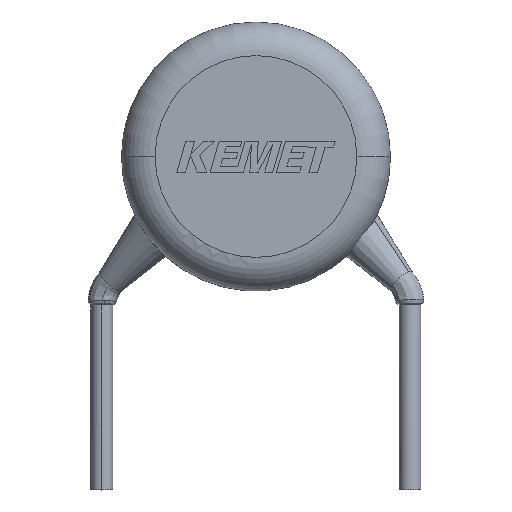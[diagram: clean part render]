
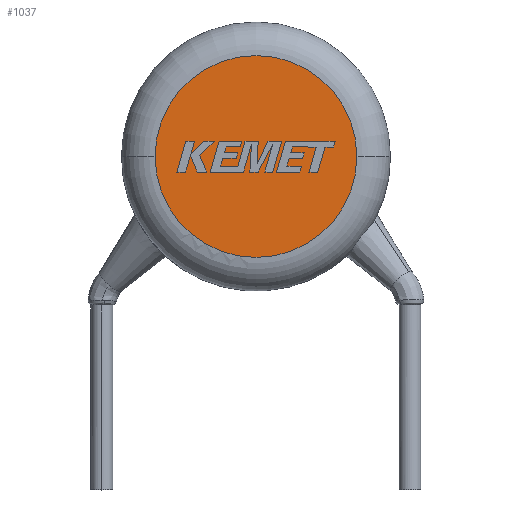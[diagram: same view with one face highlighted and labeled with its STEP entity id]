
A CAD part, top view. The second image highlights one B-rep face of the part: STEP entity #1037.
In plain terms, the highlighted planar face has unit normal (0, 0, 1).
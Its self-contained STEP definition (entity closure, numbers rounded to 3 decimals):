
#561 = EDGE_CURVE ( 'NONE', #2041, #2214, #1958, .T. ) ;
#639 = EDGE_LOOP ( 'NONE', ( #2246, #2617 ) ) ;
#701 = CARTESIAN_POINT ( 'NONE',  ( 0., 0., 5.5 ) ) ;
#786 = CIRCLE ( 'NONE', #2289, 3. ) ;
#881 = DIRECTION ( 'NONE',  ( 0., 0., 1. ) ) ;
#977 = CARTESIAN_POINT ( 'NONE',  ( 0., 0., 5.5 ) ) ;
#990 = DIRECTION ( 'NONE',  ( 0., 0., 1. ) ) ;
#1037 = ADVANCED_FACE ( 'NONE', ( #1993 ), #1911, .T. ) ;
#1268 = DIRECTION ( 'NONE',  ( 0., 0., 1. ) ) ;
#1278 = EDGE_CURVE ( 'NONE', #2214, #2041, #786, .T. ) ;
#1911 = PLANE ( 'NONE',  #2347 ) ;
#1958 = CIRCLE ( 'NONE', #3316, 3. ) ;
#1993 = FACE_OUTER_BOUND ( 'NONE', #639, .T. ) ;
#2041 = VERTEX_POINT ( 'NONE', #3051 ) ;
#2214 = VERTEX_POINT ( 'NONE', #3769 ) ;
#2246 = ORIENTED_EDGE ( 'NONE', *, *, #561, .T. ) ;
#2289 = AXIS2_PLACEMENT_3D ( 'NONE', #701, #990, #3937 ) ;
#2347 = AXIS2_PLACEMENT_3D ( 'NONE', #4193, #881, #2575 ) ;
#2575 = DIRECTION ( 'NONE',  ( 1., 0., 0. ) ) ;
#2617 = ORIENTED_EDGE ( 'NONE', *, *, #1278, .T. ) ;
#3051 = CARTESIAN_POINT ( 'NONE',  ( 3., 0., 5.5 ) ) ;
#3316 = AXIS2_PLACEMENT_3D ( 'NONE', #977, #1268, #4206 ) ;
#3769 = CARTESIAN_POINT ( 'NONE',  ( -3., 0., 5.5 ) ) ;
#3937 = DIRECTION ( 'NONE',  ( 1., 0., 0. ) ) ;
#4193 = CARTESIAN_POINT ( 'NONE',  ( 0., 0., 5.5 ) ) ;
#4206 = DIRECTION ( 'NONE',  ( 1., 0., 0. ) ) ;
